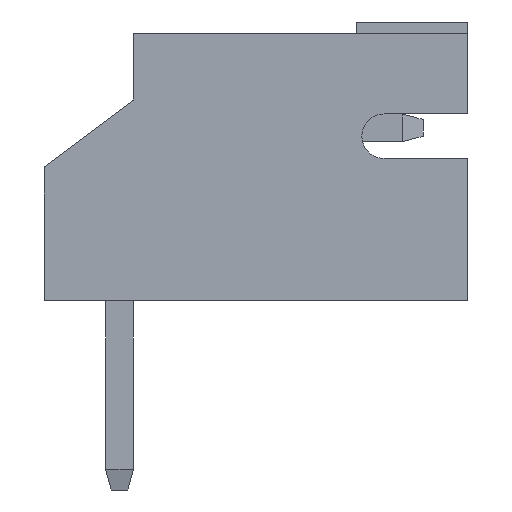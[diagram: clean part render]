
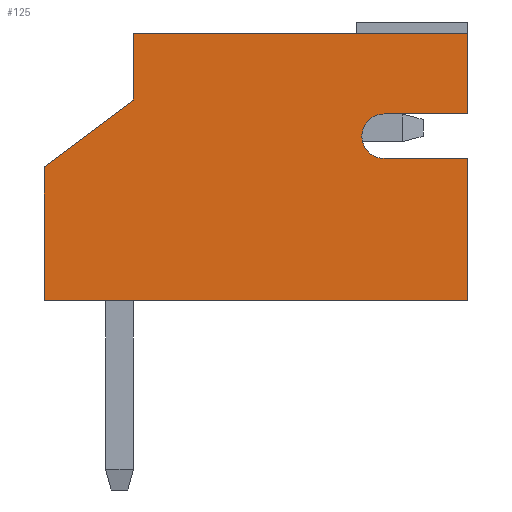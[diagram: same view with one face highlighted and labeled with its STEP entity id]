
A CAD part, left-side view. The second image highlights one B-rep face of the part: STEP entity #125.
In plain terms, the highlighted planar face has unit normal (-1, 0, 0).
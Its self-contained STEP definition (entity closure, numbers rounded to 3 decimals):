
#125=ADVANCED_FACE('',(#1648),#1650,.T.);
#1648=FACE_BOUND('',#1649,.T.);
#1649=EDGE_LOOP('',(#2878,#2879,#2880,#2881,#2882,#2883,#2884,#2885,#2886,#2887));
#1650=PLANE('',#1651);
#1651=AXIS2_PLACEMENT_3D('',#1652,#1653,#1654);
#1652=CARTESIAN_POINT('',(-1.95,0.,0.));
#1653=DIRECTION('',(-1.,0.,0.));
#1654=DIRECTION('',(0.,0.,1.));
#2878=ORIENTED_EDGE('',*,*,#3755,.T.);
#2879=ORIENTED_EDGE('',*,*,#3707,.T.);
#2880=ORIENTED_EDGE('',*,*,#3749,.T.);
#2881=ORIENTED_EDGE('',*,*,#3756,.T.);
#2882=ORIENTED_EDGE('',*,*,#3757,.T.);
#2883=ORIENTED_EDGE('',*,*,#3758,.T.);
#2884=ORIENTED_EDGE('',*,*,#3759,.T.);
#2885=ORIENTED_EDGE('',*,*,#3760,.T.);
#2886=ORIENTED_EDGE('',*,*,#3761,.T.);
#2887=ORIENTED_EDGE('',*,*,#3762,.T.);
#3707=EDGE_CURVE('',#4160,#4158,#4161,.T.);
#3749=EDGE_CURVE('',#4158,#4238,#4240,.T.);
#3755=EDGE_CURVE('',#4248,#4160,#4249,.F.);
#3756=EDGE_CURVE('',#4238,#4250,#4251,.T.);
#3757=EDGE_CURVE('',#4250,#4252,#4253,.T.);
#3758=EDGE_CURVE('',#4252,#4254,#4255,.T.);
#3759=EDGE_CURVE('',#4254,#4256,#4257,.T.);
#3760=EDGE_CURVE('',#4256,#4258,#4259,.T.);
#3761=EDGE_CURVE('',#4258,#4260,#4261,.F.);
#3762=EDGE_CURVE('',#4260,#4248,#4262,.F.);
#4158=VERTEX_POINT('',#4897);
#4160=VERTEX_POINT('',#4901);
#4161=LINE('',#4902,#4903);
#4238=VERTEX_POINT('',#5061);
#4240=LINE('',#5065,#5066);
#4248=VERTEX_POINT('',#5085);
#4249=LINE('',#5086,#5087);
#4250=VERTEX_POINT('',#5089);
#4251=LINE('',#5090,#5091);
#4252=VERTEX_POINT('',#5093);
#4253=LINE('',#5094,#5095);
#4254=VERTEX_POINT('',#5097);
#4255=LINE('',#5098,#5099);
#4256=VERTEX_POINT('',#5101);
#4257=LINE('',#5102,#5103);
#4258=VERTEX_POINT('',#5105);
#4259=LINE('',#5106,#5107);
#4260=VERTEX_POINT('',#5109);
#4261=LINE('',#5110,#5111);
#4262=CIRCLE('',#5113,0.4);
#4897=CARTESIAN_POINT('',(-1.95,-6.25,4.8));
#4901=CARTESIAN_POINT('',(-1.95,-6.25,3.35));
#4902=CARTESIAN_POINT('',(-1.95,-6.25,3.35));
#4903=VECTOR('',#4904,1.);
#4904=DIRECTION('',(0.,0.,1.));
#5061=CARTESIAN_POINT('',(-1.95,-0.25,4.8));
#5065=CARTESIAN_POINT('',(-1.95,-6.25,4.8));
#5066=VECTOR('',#5067,1.);
#5067=DIRECTION('',(0.,1.,0.));
#5085=CARTESIAN_POINT('',(-1.95,-4.75,3.35));
#5086=CARTESIAN_POINT('',(-1.95,-6.25,3.35));
#5087=VECTOR('',#5088,1.);
#5088=DIRECTION('',(0.,1.,0.));
#5089=CARTESIAN_POINT('',(-1.95,-0.25,3.6));
#5090=CARTESIAN_POINT('',(-1.95,-0.25,4.8));
#5091=VECTOR('',#5092,1.);
#5092=DIRECTION('',(0.,0.,-1.));
#5093=CARTESIAN_POINT('',(-1.95,1.35,2.4));
#5094=CARTESIAN_POINT('',(-1.95,-0.25,3.6));
#5095=VECTOR('',#5096,1.);
#5096=DIRECTION('',(0.,0.8,-0.6));
#5097=CARTESIAN_POINT('',(-1.95,1.35,0.));
#5098=CARTESIAN_POINT('',(-1.95,1.35,2.4));
#5099=VECTOR('',#5100,1.);
#5100=DIRECTION('',(0.,0.,-1.));
#5101=CARTESIAN_POINT('',(-1.95,-6.25,0.));
#5102=CARTESIAN_POINT('',(-1.95,1.35,0.));
#5103=VECTOR('',#5104,1.);
#5104=DIRECTION('',(0.,-1.,0.));
#5105=CARTESIAN_POINT('',(-1.95,-6.25,2.55));
#5106=CARTESIAN_POINT('',(-1.95,-6.25,0.));
#5107=VECTOR('',#5108,1.);
#5108=DIRECTION('',(0.,0.,1.));
#5109=CARTESIAN_POINT('',(-1.95,-4.75,2.55));
#5110=CARTESIAN_POINT('',(-1.95,-4.75,2.55));
#5111=VECTOR('',#5112,1.);
#5112=DIRECTION('',(0.,-1.,0.));
#5113=AXIS2_PLACEMENT_3D('',#5114,#5115,#5116);
#5114=CARTESIAN_POINT('',(-1.95,-4.75,2.95));
#5115=DIRECTION('',(-1.,0.,0.));
#5116=DIRECTION('',(0.,0.,1.));
